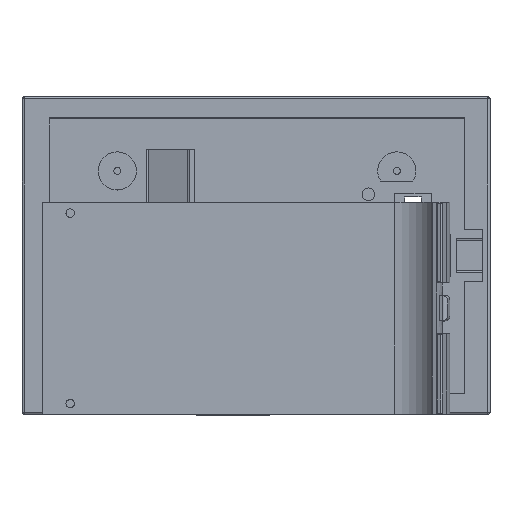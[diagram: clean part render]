
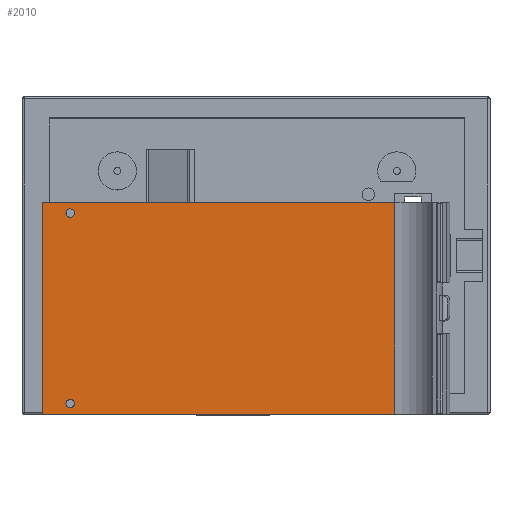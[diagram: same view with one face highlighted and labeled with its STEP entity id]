
A CAD part, top view. The second image highlights one B-rep face of the part: STEP entity #2010.
In plain terms, the highlighted face is planar.
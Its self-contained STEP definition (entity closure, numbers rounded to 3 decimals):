
#74 = CARTESIAN_POINT ( 'NONE',  ( 13.538, 93.272, 22.5 ) ) ;
#315 = ORIENTED_EDGE ( 'NONE', *, *, #14771, .F. ) ;
#419 = DIRECTION ( 'NONE',  ( 0.342, -0.94, 0. ) ) ;
#827 = LINE ( 'NONE', #4987, #6408 ) ;
#933 = EDGE_LOOP ( 'NONE', ( #13390, #9606 ) ) ;
#1122 = CARTESIAN_POINT ( 'NONE',  ( 13.88, 92.333, 22.5 ) ) ;
#1260 = CARTESIAN_POINT ( 'NONE',  ( 13.538, 93.272, -22.5 ) ) ;
#1308 = LINE ( 'NONE', #6339, #16727 ) ;
#1435 = VERTEX_POINT ( 'NONE', #10676 ) ;
#1966 = AXIS2_PLACEMENT_3D ( 'NONE', #4679, #15271, #13888 ) ;
#2010 = ADVANCED_FACE ( 'NONE', ( #5712, #12391, #15154 ), #16378, .T. ) ;
#2488 = VERTEX_POINT ( 'NONE', #16733 ) ;
#2826 = VERTEX_POINT ( 'NONE', #1260 ) ;
#3020 = EDGE_CURVE ( 'NONE', #5802, #2488, #3503, .T. ) ;
#3100 = EDGE_LOOP ( 'NONE', ( #6121, #16234, #3236, #10974 ) ) ;
#3113 = EDGE_CURVE ( 'NONE', #6491, #7193, #11909, .T. ) ;
#3236 = ORIENTED_EDGE ( 'NONE', *, *, #5834, .T. ) ;
#3251 = CARTESIAN_POINT ( 'NONE',  ( 13.88, 92.333, -22.5 ) ) ;
#3473 = CIRCLE ( 'NONE', #12603, 1. ) ;
#3503 = LINE ( 'NONE', #15197, #12504 ) ;
#3529 = DIRECTION ( 'NONE',  ( -0.94, -0.342, 0. ) ) ;
#3612 = DIRECTION ( 'NONE',  ( -0.342, 0.94, 0. ) ) ;
#3721 = EDGE_LOOP ( 'NONE', ( #14622, #315 ) ) ;
#3735 = DIRECTION ( 'NONE',  ( -0.342, 0.94, 0. ) ) ;
#4030 = EDGE_CURVE ( 'NONE', #7193, #2488, #827, .T. ) ;
#4186 = CIRCLE ( 'NONE', #16352, 1. ) ;
#4203 = CIRCLE ( 'NONE', #1966, 1. ) ;
#4622 = DIRECTION ( 'NONE',  ( -0.94, -0.342, 0. ) ) ;
#4679 = CARTESIAN_POINT ( 'NONE',  ( 13.88, 92.333, -22.5 ) ) ;
#4753 = VERTEX_POINT ( 'NONE', #74 ) ;
#4962 = CARTESIAN_POINT ( 'NONE',  ( 40.088, 20.325, 25. ) ) ;
#4987 = CARTESIAN_POINT ( 'NONE',  ( 40.088, 20.325, -25. ) ) ;
#5002 = CIRCLE ( 'NONE', #14701, 1. ) ;
#5712 = FACE_BOUND ( 'NONE', #3721, .T. ) ;
#5802 = VERTEX_POINT ( 'NONE', #14243 ) ;
#5834 = EDGE_CURVE ( 'NONE', #6491, #5802, #1308, .T. ) ;
#6121 = ORIENTED_EDGE ( 'NONE', *, *, #4030, .F. ) ;
#6297 = EDGE_CURVE ( 'NONE', #8857, #2826, #3473, .T. ) ;
#6339 = CARTESIAN_POINT ( 'NONE',  ( 40.088, 20.325, 25. ) ) ;
#6408 = VECTOR ( 'NONE', #3612, 1000. ) ;
#6491 = VERTEX_POINT ( 'NONE', #7591 ) ;
#7184 = CARTESIAN_POINT ( 'NONE',  ( 40.088, 20.325, 25. ) ) ;
#7193 = VERTEX_POINT ( 'NONE', #16468 ) ;
#7591 = CARTESIAN_POINT ( 'NONE',  ( 40.088, 20.325, 25. ) ) ;
#7727 = DIRECTION ( 'NONE',  ( -0.342, 0.94, 0. ) ) ;
#8814 = DIRECTION ( 'NONE',  ( -0.342, 0.94, 0. ) ) ;
#8857 = VERTEX_POINT ( 'NONE', #14546 ) ;
#9157 = AXIS2_PLACEMENT_3D ( 'NONE', #7184, #16455, #419 ) ;
#9442 = EDGE_CURVE ( 'NONE', #4753, #1435, #5002, .T. ) ;
#9606 = ORIENTED_EDGE ( 'NONE', *, *, #9442, .F. ) ;
#9841 = DIRECTION ( 'NONE',  ( 0., 0., -1. ) ) ;
#10676 = CARTESIAN_POINT ( 'NONE',  ( 14.222, 91.393, 22.5 ) ) ;
#10974 = ORIENTED_EDGE ( 'NONE', *, *, #3020, .T. ) ;
#11909 = LINE ( 'NONE', #4962, #16642 ) ;
#12391 = FACE_BOUND ( 'NONE', #933, .T. ) ;
#12504 = VECTOR ( 'NONE', #9841, 1000. ) ;
#12603 = AXIS2_PLACEMENT_3D ( 'NONE', #3251, #4622, #16184 ) ;
#13390 = ORIENTED_EDGE ( 'NONE', *, *, #15908, .F. ) ;
#13888 = DIRECTION ( 'NONE',  ( 0.342, -0.94, 0. ) ) ;
#14243 = CARTESIAN_POINT ( 'NONE',  ( 11.657, 98.441, 25. ) ) ;
#14424 = DIRECTION ( 'NONE',  ( 0., 0., -1. ) ) ;
#14546 = CARTESIAN_POINT ( 'NONE',  ( 14.222, 91.393, -22.5 ) ) ;
#14622 = ORIENTED_EDGE ( 'NONE', *, *, #6297, .F. ) ;
#14701 = AXIS2_PLACEMENT_3D ( 'NONE', #1122, #16896, #3735 ) ;
#14771 = EDGE_CURVE ( 'NONE', #2826, #8857, #4203, .T. ) ;
#15154 = FACE_OUTER_BOUND ( 'NONE', #3100, .T. ) ;
#15197 = CARTESIAN_POINT ( 'NONE',  ( 11.657, 98.441, 25. ) ) ;
#15271 = DIRECTION ( 'NONE',  ( -0.94, -0.342, 0. ) ) ;
#15402 = CARTESIAN_POINT ( 'NONE',  ( 13.88, 92.333, 22.5 ) ) ;
#15908 = EDGE_CURVE ( 'NONE', #1435, #4753, #4186, .T. ) ;
#16184 = DIRECTION ( 'NONE',  ( 0.342, -0.94, 0. ) ) ;
#16234 = ORIENTED_EDGE ( 'NONE', *, *, #3113, .F. ) ;
#16352 = AXIS2_PLACEMENT_3D ( 'NONE', #15402, #3529, #8814 ) ;
#16378 = PLANE ( 'NONE',  #9157 ) ;
#16455 = DIRECTION ( 'NONE',  ( -0.94, -0.342, 0. ) ) ;
#16468 = CARTESIAN_POINT ( 'NONE',  ( 40.088, 20.325, -25. ) ) ;
#16642 = VECTOR ( 'NONE', #14424, 1000. ) ;
#16727 = VECTOR ( 'NONE', #7727, 1000. ) ;
#16733 = CARTESIAN_POINT ( 'NONE',  ( 11.657, 98.441, -25. ) ) ;
#16896 = DIRECTION ( 'NONE',  ( -0.94, -0.342, 0. ) ) ;
